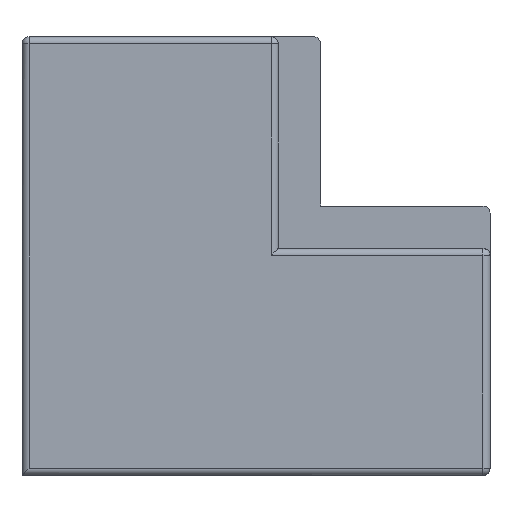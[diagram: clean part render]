
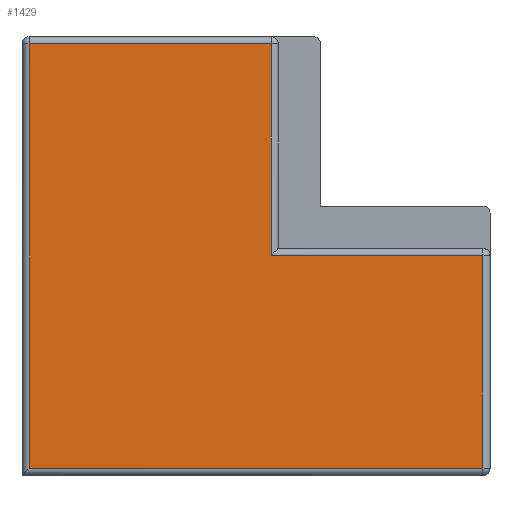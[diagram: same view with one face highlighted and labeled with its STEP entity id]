
A CAD part, front view. The second image highlights one B-rep face of the part: STEP entity #1429.
In plain terms, the highlighted planar face has unit normal (0, -1, 0).
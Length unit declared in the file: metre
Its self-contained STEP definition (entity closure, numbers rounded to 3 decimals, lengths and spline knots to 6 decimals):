
#382=ORIENTED_EDGE('',*,*,#676,.F.);
#383=ORIENTED_EDGE('',*,*,#677,.F.);
#384=ORIENTED_EDGE('',*,*,#678,.F.);
#385=ORIENTED_EDGE('',*,*,#679,.F.);
#386=ORIENTED_EDGE('',*,*,#680,.F.);
#387=ORIENTED_EDGE('',*,*,#681,.F.);
#676=EDGE_CURVE('',#837,#838,#986,.F.);
#677=EDGE_CURVE('',#839,#837,#987,.F.);
#678=EDGE_CURVE('',#840,#839,#988,.T.);
#679=EDGE_CURVE('',#841,#840,#989,.F.);
#680=EDGE_CURVE('',#842,#841,#990,.T.);
#681=EDGE_CURVE('',#838,#842,#991,.T.);
#837=VERTEX_POINT('',#2351);
#838=VERTEX_POINT('',#2352);
#839=VERTEX_POINT('',#2354);
#840=VERTEX_POINT('',#2356);
#841=VERTEX_POINT('',#2358);
#842=VERTEX_POINT('',#2360);
#986=LINE('',#2350,#1133);
#987=LINE('',#2353,#1134);
#988=LINE('',#2355,#1135);
#989=LINE('',#2357,#1136);
#990=LINE('',#2359,#1137);
#991=LINE('',#2361,#1138);
#1133=VECTOR('',#1886,1.);
#1134=VECTOR('',#1887,1.);
#1135=VECTOR('',#1888,1.);
#1136=VECTOR('',#1889,1.);
#1137=VECTOR('',#1890,1.);
#1138=VECTOR('',#1891,1.);
#1206=EDGE_LOOP('',(#382,#383,#384,#385,#386,#387));
#1305=FACE_BOUND('',#1206,.T.);
#1380=PLANE('',#1543);
#1429=ADVANCED_FACE('',(#1305),#1380,.T.);
#1543=AXIS2_PLACEMENT_3D('',#2349,#1884,#1885);
#1884=DIRECTION('',(0.,-1.,0.));
#1885=DIRECTION('',(1.,0.,0.));
#1886=DIRECTION('',(1.,0.,0.));
#1887=DIRECTION('',(0.,0.,1.));
#1888=DIRECTION('',(1.,0.,0.));
#1889=DIRECTION('',(0.,0.,1.));
#1890=DIRECTION('',(1.,0.,0.));
#1891=DIRECTION('',(0.,0.,1.));
#2349=CARTESIAN_POINT('',(-0.146306,-0.16995,-0.315684));
#2350=CARTESIAN_POINT('',(-0.146306,-0.16995,-0.345768));
#2351=CARTESIAN_POINT('',(-0.11415,-0.16995,-0.345768));
#2352=CARTESIAN_POINT('',(-0.178461,-0.16995,-0.345768));
#2353=CARTESIAN_POINT('',(-0.11415,-0.16995,-0.315684));
#2354=CARTESIAN_POINT('',(-0.11415,-0.16995,-0.3156));
#2355=CARTESIAN_POINT('',(-0.11315,-0.16995,-0.3156));
#2356=CARTESIAN_POINT('',(-0.14415,-0.16995,-0.3156));
#2357=CARTESIAN_POINT('',(-0.14415,-0.16995,-0.315684));
#2358=CARTESIAN_POINT('',(-0.14415,-0.16995,-0.2856));
#2359=CARTESIAN_POINT('',(-0.14315,-0.16995,-0.2856));
#2360=CARTESIAN_POINT('',(-0.178461,-0.16995,-0.2856));
#2361=CARTESIAN_POINT('',(-0.178461,-0.16995,-0.2846));
